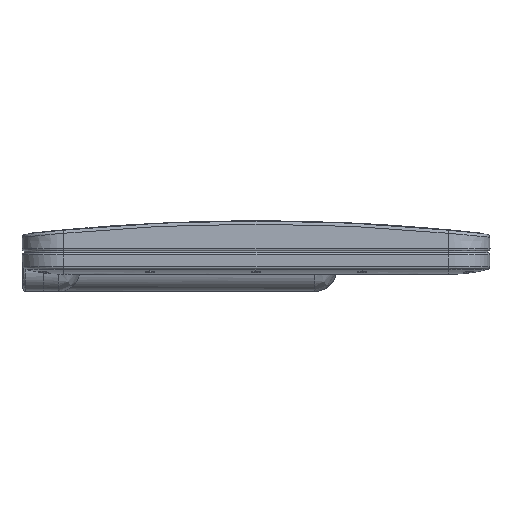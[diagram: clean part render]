
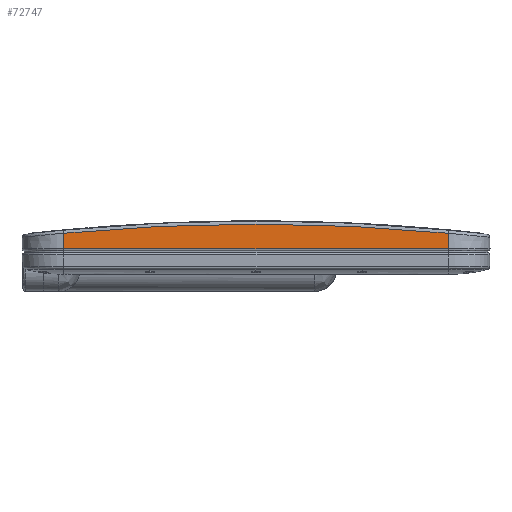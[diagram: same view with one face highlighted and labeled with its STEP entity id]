
A CAD part, front view. The second image highlights one B-rep face of the part: STEP entity #72747.
In plain terms, the highlighted planar face has unit normal (0, -1, 0.026).
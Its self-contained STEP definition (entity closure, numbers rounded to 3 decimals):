
#3763=LINE('',#162758,#8664);
#3853=LINE('',#171557,#8754);
#4041=LINE('',#172947,#8942);
#8664=VECTOR('',#86539,1000.);
#8754=VECTOR('',#86841,1000.);
#8942=VECTOR('',#87391,1000.);
#16617=PLANE('',#77832);
#18335=ELLIPSE('',#77644,2079.914,2079.201);
#19266=FACE_OUTER_BOUND('',#23775,.T.);
#23775=EDGE_LOOP('',(#51857,#51858,#51859,#51860));
#31399=VERTEX_POINT('',#162521);
#31402=VERTEX_POINT('',#162757);
#31561=VERTEX_POINT('',#171399);
#31563=VERTEX_POINT('',#171555);
#38910=EDGE_CURVE('',#31399,#31402,#3763,.T.);
#39142=EDGE_CURVE('',#31399,#31561,#18335,.T.);
#39150=EDGE_CURVE('',#31561,#31563,#3853,.T.);
#39462=EDGE_CURVE('',#31563,#31402,#4041,.T.);
#51857=ORIENTED_EDGE('',*,*,#39142,.T.);
#51858=ORIENTED_EDGE('',*,*,#39150,.T.);
#51859=ORIENTED_EDGE('',*,*,#39462,.T.);
#51860=ORIENTED_EDGE('',*,*,#38910,.F.);
#72747=ADVANCED_FACE('',(#19266),#16617,.T.);
#77644=AXIS2_PLACEMENT_3D('',#171480,#86822,#86823);
#77832=AXIS2_PLACEMENT_3D('',#172946,#87389,#87390);
#86539=DIRECTION('',(0.,-0.026,-1.));
#86822=DIRECTION('center_axis',(0.,-1.,
0.026));
#86823=DIRECTION('ref_axis',(0.,0.026,1.));
#86841=DIRECTION('',(0.,-0.026,-1.));
#87389=DIRECTION('center_axis',(0.,-1.,
0.026));
#87390=DIRECTION('ref_axis',(0.,-0.026,-1.));
#87391=DIRECTION('',(1.,0.,0.));
#162521=CARTESIAN_POINT('',(196.95,-144.478,18.03));
#162757=CARTESIAN_POINT('',(196.95,-144.896,2.052));
#162758=CARTESIAN_POINT('',(196.95,-144.95,0.));
#171399=CARTESIAN_POINT('',(-196.95,-144.478,18.03));
#171480=CARTESIAN_POINT('Origin',(0.,-198.679,
-2051.823));
#171555=CARTESIAN_POINT('',(-196.95,-144.896,2.052));
#171557=CARTESIAN_POINT('',(-196.95,-144.95,0.));
#172946=CARTESIAN_POINT('Origin',(0.,-144.95,0.));
#172947=CARTESIAN_POINT('',(196.95,-144.896,2.052));
